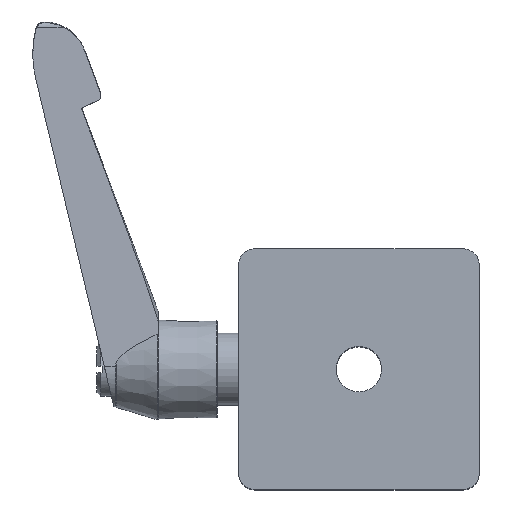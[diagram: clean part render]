
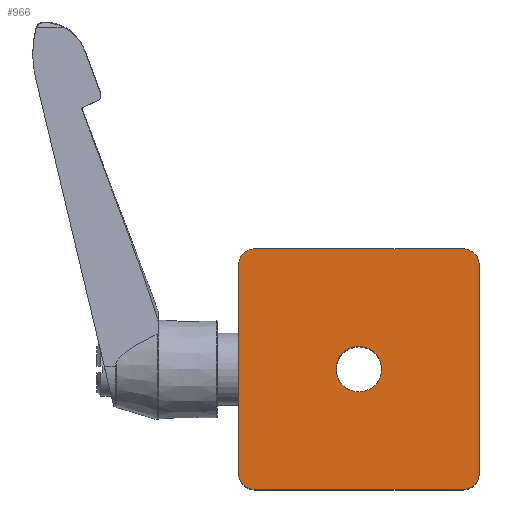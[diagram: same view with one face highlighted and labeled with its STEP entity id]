
A CAD part, top view. The second image highlights one B-rep face of the part: STEP entity #966.
In plain terms, the highlighted face is planar.
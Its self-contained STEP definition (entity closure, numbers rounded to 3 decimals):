
#966=ADVANCED_FACE('',(#1212,#1213),#1214,.T.);
#1212=FACE_BOUND('',#1469,.T.);
#1213=FACE_OUTER_BOUND('',#1470,.T.);
#1214=PLANE('',#1471);
#1469=EDGE_LOOP('',(#2274));
#1470=EDGE_LOOP('',(#2275,#2276,#2277,#2278,#2279,#2280,#2281,#2282));
#1471=AXIS2_PLACEMENT_3D('',#2283,#2284,#2285);
#2274=ORIENTED_EDGE('',*,*,#2539,.F.);
#2275=ORIENTED_EDGE('',*,*,#2587,.F.);
#2276=ORIENTED_EDGE('',*,*,#2541,.T.);
#2277=ORIENTED_EDGE('',*,*,#2588,.F.);
#2278=ORIENTED_EDGE('',*,*,#2544,.T.);
#2279=ORIENTED_EDGE('',*,*,#2589,.F.);
#2280=ORIENTED_EDGE('',*,*,#2550,.T.);
#2281=ORIENTED_EDGE('',*,*,#2590,.F.);
#2282=ORIENTED_EDGE('',*,*,#2547,.T.);
#2283=CARTESIAN_POINT('',(0.0,0.0,0.0));
#2284=DIRECTION('',(0.0,0.0,-1.0));
#2285=DIRECTION('',(-1.0,0.0,0.0));
#2539=EDGE_CURVE('',#2944,#2944,#2945,.T.);
#2541=EDGE_CURVE('',#2948,#2949,#2950,.T.);
#2544=EDGE_CURVE('',#2953,#2954,#2955,.T.);
#2547=EDGE_CURVE('',#2958,#2959,#2960,.T.);
#2550=EDGE_CURVE('',#2963,#2964,#2965,.T.);
#2587=EDGE_CURVE('',#2948,#2959,#3020,.T.);
#2588=EDGE_CURVE('',#2953,#2949,#3021,.T.);
#2589=EDGE_CURVE('',#2963,#2954,#3022,.T.);
#2590=EDGE_CURVE('',#2958,#2964,#3023,.T.);
#2944=VERTEX_POINT('',#3874);
#2945=CIRCLE('',#3875,4.25);
#2948=VERTEX_POINT('',#3878);
#2949=VERTEX_POINT('',#3879);
#2950=CIRCLE('',#3880,3.0);
#2953=VERTEX_POINT('',#3885);
#2954=VERTEX_POINT('',#3886);
#2955=CIRCLE('',#3887,3.0);
#2958=VERTEX_POINT('',#3892);
#2959=VERTEX_POINT('',#3893);
#2960=CIRCLE('',#3894,3.0);
#2963=VERTEX_POINT('',#3899);
#2964=VERTEX_POINT('',#3900);
#2965=CIRCLE('',#3901,3.0);
#3020=LINE('',#3982,#3983);
#3021=LINE('',#3984,#3985);
#3022=LINE('',#3986,#3987);
#3023=LINE('',#3988,#3989);
#3874=CARTESIAN_POINT('',(4.25,0.0,0.0));
#3875=AXIS2_PLACEMENT_3D('',#4265,#4266,#4267);
#3878=CARTESIAN_POINT('',(19.5,22.5,0.0));
#3879=CARTESIAN_POINT('',(22.5,19.5,0.0));
#3880=AXIS2_PLACEMENT_3D('',#4271,#4272,#4273);
#3885=CARTESIAN_POINT('',(22.5,-19.5,0.0));
#3886=CARTESIAN_POINT('',(19.5,-22.5,0.0));
#3887=AXIS2_PLACEMENT_3D('',#4276,#4277,#4278);
#3892=CARTESIAN_POINT('',(-22.5,19.5,0.0));
#3893=CARTESIAN_POINT('',(-19.5,22.5,0.0));
#3894=AXIS2_PLACEMENT_3D('',#4281,#4282,#4283);
#3899=CARTESIAN_POINT('',(-19.5,-22.5,0.0));
#3900=CARTESIAN_POINT('',(-22.5,-19.5,0.0));
#3901=AXIS2_PLACEMENT_3D('',#4286,#4287,#4288);
#3982=CARTESIAN_POINT('',(0.0,22.5,0.0));
#3983=VECTOR('',#4345,1.0);
#3984=CARTESIAN_POINT('',(22.5,0.0,0.0));
#3985=VECTOR('',#4346,1.0);
#3986=CARTESIAN_POINT('',(0.0,-22.5,0.0));
#3987=VECTOR('',#4347,1.0);
#3988=CARTESIAN_POINT('',(-22.5,0.0,0.0));
#3989=VECTOR('',#4348,1.0);
#4265=CARTESIAN_POINT('',(0.0,0.0,0.0));
#4266=DIRECTION('',(0.0,0.0,-1.0));
#4267=DIRECTION('',(1.0,0.0,0.0));
#4271=CARTESIAN_POINT('',(19.5,19.5,0.0));
#4272=DIRECTION('',(0.0,0.0,-1.0));
#4273=DIRECTION('',(-1.0,0.0,0.0));
#4276=CARTESIAN_POINT('',(19.5,-19.5,0.0));
#4277=DIRECTION('',(0.0,0.0,-1.0));
#4278=DIRECTION('',(-1.0,0.0,0.0));
#4281=CARTESIAN_POINT('',(-19.5,19.5,0.0));
#4282=DIRECTION('',(0.0,0.0,-1.0));
#4283=DIRECTION('',(-1.0,0.0,0.0));
#4286=CARTESIAN_POINT('',(-19.5,-19.5,0.0));
#4287=DIRECTION('',(0.0,0.0,-1.0));
#4288=DIRECTION('',(-1.0,0.0,0.0));
#4345=DIRECTION('',(-1.0,0.0,0.0));
#4346=DIRECTION('',(0.0,1.0,0.0));
#4347=DIRECTION('',(1.0,0.0,0.0));
#4348=DIRECTION('',(0.0,-1.0,0.0));
